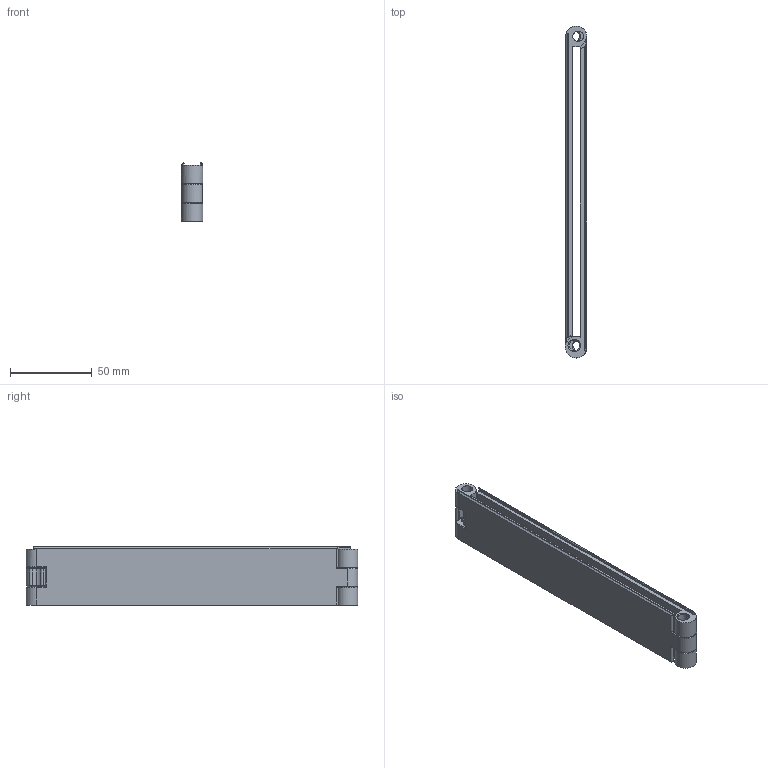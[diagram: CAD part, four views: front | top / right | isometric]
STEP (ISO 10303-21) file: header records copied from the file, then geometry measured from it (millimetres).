
FILE_DESCRIPTION(('FreeCAD Model'),'2;1');
FILE_NAME('Open CASCADE Shape Model','2024-09-18T15:22:41',('Author'),( ''),'Open CASCADE STEP processor 7.6','FreeCAD','Unknown');
FILE_SCHEMA(('AUTOMOTIVE_DESIGN { 1 0 10303 214 1 1 1 1 }'));
Length unit declared in the file: millimetre
Products named in the file (5): Zeptocade_three_panel; Left; Body001; Right; Body002
Assembly tree (4 placements, depth 3):
  Zeptocade_three_panel
    Left
      Body001
    Right
      Body002
Bounding box: 13.06 x 202.89 x 35.6 mm (x, y, z)
Volume: 55655.8 mm3; surface area: 32962.9 mm2
Topology: 2 solids, 2 shells, 125 faces, 334 edges, 213 vertices
Faces by surface type: cylinder 50, plane 40, cone 35
Full cylindrical faces by diameter (mm): 6.45 x4
Entity records: 4333 total; most frequent: CARTESIAN_POINT 985, DIRECTION 737, ORIENTED_EDGE 668, EDGE_CURVE 334, AXIS2_PLACEMENT_3D 285, VERTEX_POINT 213, LINE 167, VECTOR 167
